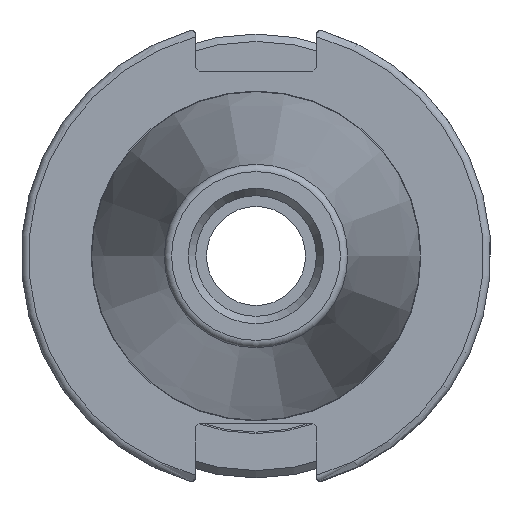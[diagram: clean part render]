
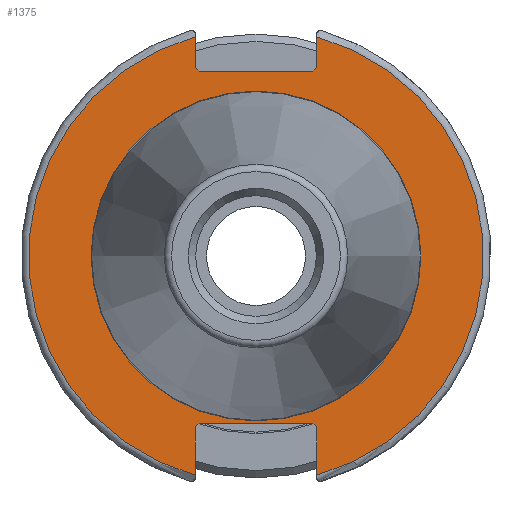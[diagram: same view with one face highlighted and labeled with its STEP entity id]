
A CAD part, left-side view. The second image highlights one B-rep face of the part: STEP entity #1375.
In plain terms, the highlighted planar face has unit normal (-1, 0, 0).
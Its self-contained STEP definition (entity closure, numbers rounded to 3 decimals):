
#292=FACE_BOUND('',#445,.T.);
#305=PLANE('',#1579);
#367=FACE_OUTER_BOUND('',#444,.T.);
#444=EDGE_LOOP('',(#1072,#1073,#1074,#1075,#1076,#1077,#1078,#1079,#1080,
#1081,#1082,#1083));
#445=EDGE_LOOP('',(#1084));
#525=LINE('',#2209,#602);
#526=LINE('',#2211,#603);
#527=LINE('',#2213,#604);
#528=LINE('',#2215,#605);
#529=LINE('',#2217,#606);
#530=LINE('',#2221,#607);
#531=LINE('',#2223,#608);
#532=LINE('',#2225,#609);
#533=LINE('',#2227,#610);
#534=LINE('',#2228,#611);
#602=VECTOR('',#1808,10.);
#603=VECTOR('',#1809,10.);
#604=VECTOR('',#1810,10.);
#605=VECTOR('',#1811,10.);
#606=VECTOR('',#1812,10.);
#607=VECTOR('',#1815,10.);
#608=VECTOR('',#1816,10.);
#609=VECTOR('',#1817,10.);
#610=VECTOR('',#1818,10.);
#611=VECTOR('',#1819,10.);
#680=CIRCLE('',#1577,22.3);
#682=CIRCLE('',#1580,30.75);
#683=CIRCLE('',#1581,30.75);
#754=VERTEX_POINT('',#2200);
#755=VERTEX_POINT('',#2205);
#756=VERTEX_POINT('',#2206);
#757=VERTEX_POINT('',#2208);
#758=VERTEX_POINT('',#2210);
#759=VERTEX_POINT('',#2212);
#760=VERTEX_POINT('',#2214);
#761=VERTEX_POINT('',#2216);
#762=VERTEX_POINT('',#2218);
#763=VERTEX_POINT('',#2220);
#764=VERTEX_POINT('',#2222);
#765=VERTEX_POINT('',#2224);
#766=VERTEX_POINT('',#2226);
#875=EDGE_CURVE('',#754,#754,#680,.T.);
#877=EDGE_CURVE('',#755,#756,#682,.T.);
#878=EDGE_CURVE('',#755,#757,#525,.T.);
#879=EDGE_CURVE('',#758,#757,#526,.T.);
#880=EDGE_CURVE('',#758,#759,#527,.T.);
#881=EDGE_CURVE('',#760,#759,#528,.T.);
#882=EDGE_CURVE('',#760,#761,#529,.T.);
#883=EDGE_CURVE('',#762,#761,#683,.T.);
#884=EDGE_CURVE('',#762,#763,#530,.T.);
#885=EDGE_CURVE('',#764,#763,#531,.T.);
#886=EDGE_CURVE('',#764,#765,#532,.T.);
#887=EDGE_CURVE('',#766,#765,#533,.T.);
#888=EDGE_CURVE('',#766,#756,#534,.T.);
#1072=ORIENTED_EDGE('',*,*,#877,.F.);
#1073=ORIENTED_EDGE('',*,*,#878,.T.);
#1074=ORIENTED_EDGE('',*,*,#879,.F.);
#1075=ORIENTED_EDGE('',*,*,#880,.T.);
#1076=ORIENTED_EDGE('',*,*,#881,.F.);
#1077=ORIENTED_EDGE('',*,*,#882,.T.);
#1078=ORIENTED_EDGE('',*,*,#883,.F.);
#1079=ORIENTED_EDGE('',*,*,#884,.T.);
#1080=ORIENTED_EDGE('',*,*,#885,.F.);
#1081=ORIENTED_EDGE('',*,*,#886,.T.);
#1082=ORIENTED_EDGE('',*,*,#887,.F.);
#1083=ORIENTED_EDGE('',*,*,#888,.T.);
#1084=ORIENTED_EDGE('',*,*,#875,.F.);
#1375=ADVANCED_FACE('',(#367,#292),#305,.T.);
#1577=AXIS2_PLACEMENT_3D('',#2202,#1800,#1801);
#1579=AXIS2_PLACEMENT_3D('',#2204,#1804,#1805);
#1580=AXIS2_PLACEMENT_3D('',#2207,#1806,#1807);
#1581=AXIS2_PLACEMENT_3D('',#2219,#1813,#1814);
#1800=DIRECTION('center_axis',(-1.,0.,0.));
#1801=DIRECTION('ref_axis',(0.,-1.,0.));
#1804=DIRECTION('center_axis',(-1.,0.,0.));
#1805=DIRECTION('ref_axis',(0.,0.,1.));
#1806=DIRECTION('center_axis',(1.,0.,0.));
#1807=DIRECTION('ref_axis',(0.,-1.,0.));
#1808=DIRECTION('',(0.,0.,-1.));
#1809=DIRECTION('',(0.,-0.707,0.707));
#1810=DIRECTION('',(0.,1.,0.));
#1811=DIRECTION('',(0.,-0.707,-0.707));
#1812=DIRECTION('',(0.,0.,1.));
#1813=DIRECTION('center_axis',(1.,0.,0.));
#1814=DIRECTION('ref_axis',(0.,1.,0.));
#1815=DIRECTION('',(0.,0.,1.));
#1816=DIRECTION('',(0.,0.707,-0.707));
#1817=DIRECTION('',(0.,-1.,0.));
#1818=DIRECTION('',(0.,0.707,0.707));
#1819=DIRECTION('',(0.,0.,-1.));
#2200=CARTESIAN_POINT('',(3.175,0.,22.3));
#2202=CARTESIAN_POINT('Origin',(3.175,0.,0.));
#2204=CARTESIAN_POINT('Origin',(3.175,31.75,0.));
#2205=CARTESIAN_POINT('',(3.175,-8.19,29.639));
#2206=CARTESIAN_POINT('',(3.175,-8.19,-29.639));
#2207=CARTESIAN_POINT('Origin',(3.175,0.,0.));
#2208=CARTESIAN_POINT('',(3.175,-8.19,25.5));
#2209=CARTESIAN_POINT('',(3.175,-8.19,12.5));
#2210=CARTESIAN_POINT('',(3.175,-7.69,25.));
#2211=CARTESIAN_POINT('',(3.175,8.295,9.015));
#2212=CARTESIAN_POINT('',(3.175,7.69,25.));
#2213=CARTESIAN_POINT('',(3.175,15.875,25.));
#2214=CARTESIAN_POINT('',(3.175,8.19,25.5));
#2215=CARTESIAN_POINT('',(3.175,7.58,24.89));
#2216=CARTESIAN_POINT('',(3.175,8.19,29.639));
#2217=CARTESIAN_POINT('',(3.175,8.19,12.5));
#2218=CARTESIAN_POINT('',(3.175,8.19,-29.639));
#2219=CARTESIAN_POINT('Origin',(3.175,0.,0.));
#2220=CARTESIAN_POINT('',(3.175,8.19,-23.1));
#2221=CARTESIAN_POINT('',(3.175,8.19,-11.3));
#2222=CARTESIAN_POINT('',(3.175,7.69,-22.6));
#2223=CARTESIAN_POINT('',(3.175,8.18,-23.09));
#2224=CARTESIAN_POINT('',(3.175,-7.69,-22.6));
#2225=CARTESIAN_POINT('',(3.175,15.875,-22.6));
#2226=CARTESIAN_POINT('',(3.175,-8.19,-23.1));
#2227=CARTESIAN_POINT('',(3.175,7.695,-7.215));
#2228=CARTESIAN_POINT('',(3.175,-8.19,-11.3));
